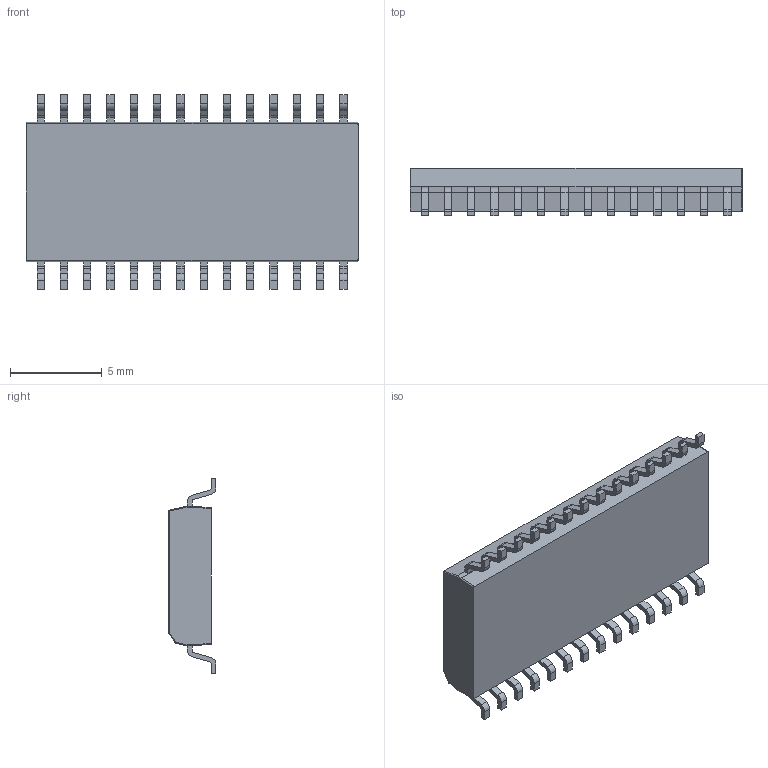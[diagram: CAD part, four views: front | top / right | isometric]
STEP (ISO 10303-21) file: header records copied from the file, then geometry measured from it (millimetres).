
FILE_DESCRIPTION (( 'STEP AP214' ), '1' );
FILE_NAME ('User Library-SOIC-28-300.STEP', '2024-10-17T15:30:01', ( '' ), ( '' ), 'SwSTEP 2.0', 'SolidWorks 2022', '' );
FILE_SCHEMA (( 'AUTOMOTIVE_DESIGN' ));
Length unit declared in the file: millimetre
Products named in the file (3): SOIC_300_SOIC_18.1X7.6_1; User Library-SOIC-28-300; pin_SOIC_SO-300_1
Assembly tree (29 placements, depth 2):
  User Library-SOIC-28-300
    pin_SOIC_SO-300_1  x28
    SOIC_300_SOIC_18.1X7.6_1
Bounding box: 18.1 x 2.6 x 10.6 mm (x, y, z)
Volume: 322.5 mm3; surface area: 473.7 mm2
Topology: 29 solids, 29 shells, 424 faces, 1079 edges, 714 vertices
Faces by surface type: plane 292, cylinder 130, bspline 2
Entity records: 2181 total; most frequent: CARTESIAN_POINT 389, DIRECTION 253, ORIENTED_EDGE 214, EDGE_CURVE 107, AXIS2_PLACEMENT_3D 90, VECTOR 73, LINE 73, VERTEX_POINT 66
